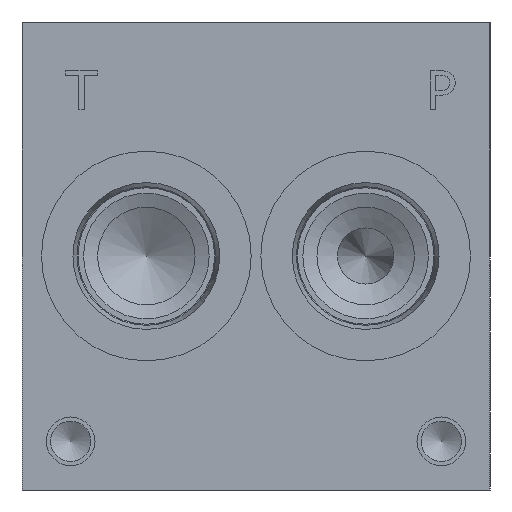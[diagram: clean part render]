
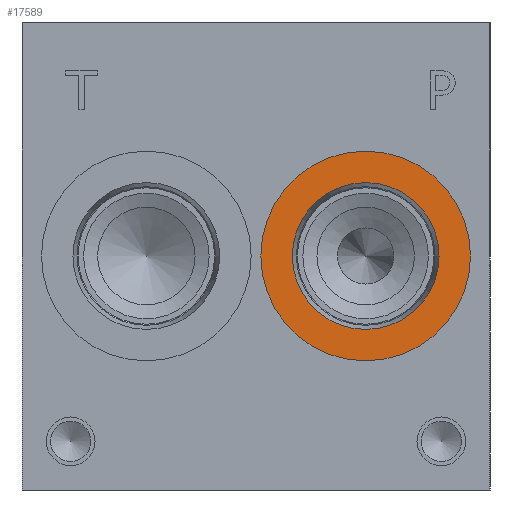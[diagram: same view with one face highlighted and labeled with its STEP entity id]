
A CAD part, left-side view. The second image highlights one B-rep face of the part: STEP entity #17589.
In plain terms, the highlighted planar face has unit normal (-1, 0, 0).
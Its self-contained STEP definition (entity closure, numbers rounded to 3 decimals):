
#573=CIRCLE('',#18612,17.069);
#574=CIRCLE('',#18613,17.069);
#575=CIRCLE('',#18614,11.951);
#942=FACE_BOUND('',#3468,.T.);
#2432=FACE_OUTER_BOUND('',#3467,.T.);
#3467=EDGE_LOOP('',(#14983,#14984));
#3468=EDGE_LOOP('',(#14985));
#8065=VERTEX_POINT('',#30119);
#8066=VERTEX_POINT('',#30120);
#8067=VERTEX_POINT('',#30123);
#10458=EDGE_CURVE('',#8065,#8066,#573,.T.);
#10459=EDGE_CURVE('',#8066,#8065,#574,.T.);
#10460=EDGE_CURVE('',#8067,#8067,#575,.T.);
#14983=ORIENTED_EDGE('',*,*,#10458,.T.);
#14984=ORIENTED_EDGE('',*,*,#10459,.T.);
#14985=ORIENTED_EDGE('',*,*,#10460,.F.);
#16202=PLANE('',#18611);
#17589=ADVANCED_FACE('',(#2432,#942),#16202,.T.);
#18611=AXIS2_PLACEMENT_3D('',#30118,#22100,#22101);
#18612=AXIS2_PLACEMENT_3D('',#30121,#22102,#22103);
#18613=AXIS2_PLACEMENT_3D('',#30122,#22104,#22105);
#18614=AXIS2_PLACEMENT_3D('',#30124,#22106,#22107);
#22100=DIRECTION('center_axis',(-1.,0.,0.));
#22101=DIRECTION('ref_axis',(0.,1.,0.));
#22102=DIRECTION('center_axis',(-1.,0.,0.));
#22103=DIRECTION('ref_axis',(0.,1.,0.));
#22104=DIRECTION('center_axis',(-1.,0.,0.));
#22105=DIRECTION('ref_axis',(0.,1.,0.));
#22106=DIRECTION('center_axis',(-1.,0.,0.));
#22107=DIRECTION('ref_axis',(0.,1.,0.));
#30118=CARTESIAN_POINT('Origin',(0.787,20.244,38.1));
#30119=CARTESIAN_POINT('',(0.787,37.313,38.1));
#30120=CARTESIAN_POINT('',(0.787,3.175,38.1));
#30121=CARTESIAN_POINT('Origin',(0.787,20.244,38.1));
#30122=CARTESIAN_POINT('Origin',(0.787,20.244,38.1));
#30123=CARTESIAN_POINT('',(0.787,8.293,38.1));
#30124=CARTESIAN_POINT('Origin',(0.787,20.244,38.1));
